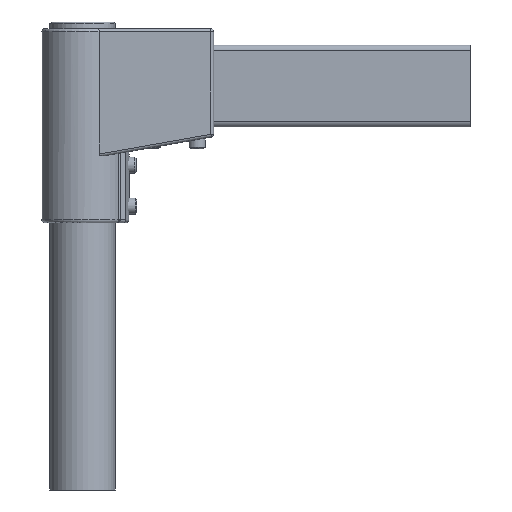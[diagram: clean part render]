
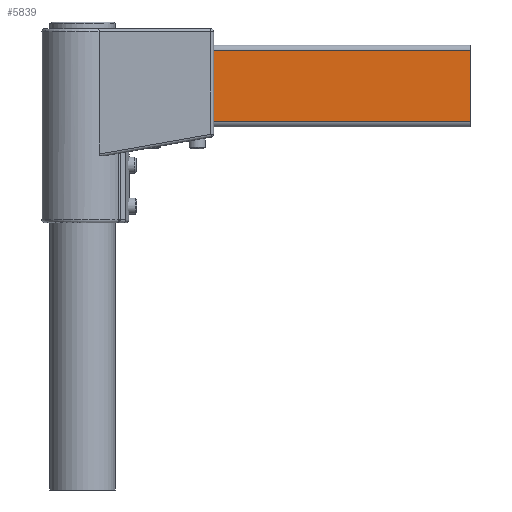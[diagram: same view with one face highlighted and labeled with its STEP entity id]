
A CAD part, front view. The second image highlights one B-rep face of the part: STEP entity #5839.
In plain terms, the highlighted planar face has unit normal (0, -1, 0).
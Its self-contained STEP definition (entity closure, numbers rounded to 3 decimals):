
#113 = ORIENTED_EDGE ( 'NONE', *, *, #483, .T. ) ;
#190 = EDGE_CURVE ( 'NONE', #3147, #4335, #5007, .T. ) ;
#229 = CARTESIAN_POINT ( 'NONE',  ( 254.501, 6.589, 11.1 ) ) ;
#250 = VECTOR ( 'NONE', #2120, 1000. ) ;
#338 = DIRECTION ( 'NONE',  ( 1., 0., 0. ) ) ;
#483 = EDGE_CURVE ( 'NONE', #4246, #4562, #2519, .T. ) ;
#1418 = VECTOR ( 'NONE', #5002, 1000. ) ;
#1431 = CARTESIAN_POINT ( 'NONE',  ( 4.501, 6.589, 63.1 ) ) ;
#1691 = AXIS2_PLACEMENT_3D ( 'NONE', #6060, #3177, #338 ) ;
#1778 = CARTESIAN_POINT ( 'NONE',  ( 254.501, 6.589, 11.1 ) ) ;
#2120 = DIRECTION ( 'NONE',  ( 0., 0., -1. ) ) ;
#2141 = CARTESIAN_POINT ( 'NONE',  ( 4.501, 6.589, 11.1 ) ) ;
#2199 = EDGE_LOOP ( 'NONE', ( #3721, #113, #3719, #5854 ) ) ;
#2273 = FACE_OUTER_BOUND ( 'NONE', #2199, .T. ) ;
#2301 = PLANE ( 'NONE',  #1691 ) ;
#2519 = LINE ( 'NONE', #2580, #6136 ) ;
#2580 = CARTESIAN_POINT ( 'NONE',  ( 4.501, 6.589, 63.1 ) ) ;
#2588 = CARTESIAN_POINT ( 'NONE',  ( 254.501, 6.589, 63.1 ) ) ;
#3147 = VERTEX_POINT ( 'NONE', #4828 ) ;
#3177 = DIRECTION ( 'NONE',  ( 0., -1., 0. ) ) ;
#3445 = VECTOR ( 'NONE', #5598, 1000. ) ;
#3719 = ORIENTED_EDGE ( 'NONE', *, *, #5305, .F. ) ;
#3721 = ORIENTED_EDGE ( 'NONE', *, *, #4340, .F. ) ;
#4028 = LINE ( 'NONE', #5936, #1418 ) ;
#4246 = VERTEX_POINT ( 'NONE', #1431 ) ;
#4335 = VERTEX_POINT ( 'NONE', #229 ) ;
#4340 = EDGE_CURVE ( 'NONE', #4246, #3147, #4028, .T. ) ;
#4443 = DIRECTION ( 'NONE',  ( 0., 0., -1. ) ) ;
#4562 = VERTEX_POINT ( 'NONE', #2141 ) ;
#4694 = LINE ( 'NONE', #1778, #3445 ) ;
#4828 = CARTESIAN_POINT ( 'NONE',  ( 254.501, 6.589, 63.1 ) ) ;
#5002 = DIRECTION ( 'NONE',  ( 1., 0., 0. ) ) ;
#5007 = LINE ( 'NONE', #2588, #250 ) ;
#5305 = EDGE_CURVE ( 'NONE', #4335, #4562, #4694, .T. ) ;
#5598 = DIRECTION ( 'NONE',  ( -1., 0., 0. ) ) ;
#5839 = ADVANCED_FACE ( 'NONE', ( #2273 ), #2301, .T. ) ;
#5854 = ORIENTED_EDGE ( 'NONE', *, *, #190, .F. ) ;
#5936 = CARTESIAN_POINT ( 'NONE',  ( 4.501, 6.589, 63.1 ) ) ;
#6060 = CARTESIAN_POINT ( 'NONE',  ( 254.501, 6.589, 67.1 ) ) ;
#6136 = VECTOR ( 'NONE', #4443, 1000. ) ;
